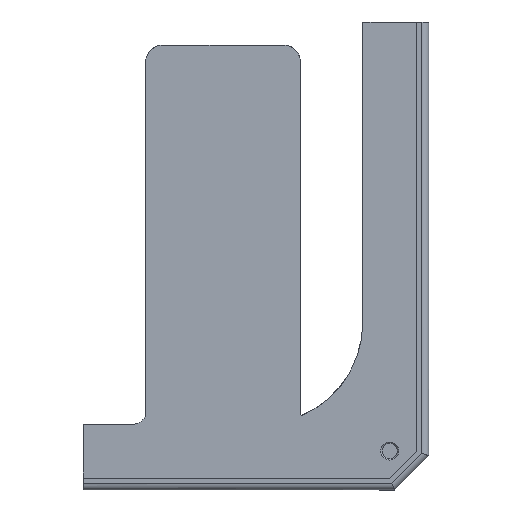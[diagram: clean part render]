
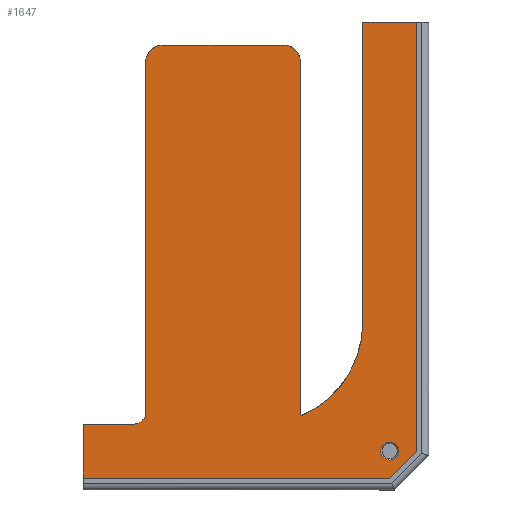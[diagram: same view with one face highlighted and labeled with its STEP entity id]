
A CAD part, left-side view. The second image highlights one B-rep face of the part: STEP entity #1647.
In plain terms, the highlighted planar face has unit normal (-1, 0, 0).
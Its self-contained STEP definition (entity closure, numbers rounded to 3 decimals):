
#19=FACE_BOUND('',#286,.T.);
#89=PLANE('',#1838);
#183=FACE_OUTER_BOUND('',#285,.T.);
#285=EDGE_LOOP('',(#1445,#1446,#1447,#1448,#1449,#1450,#1451,#1452,#1453,
#1454,#1455,#1456,#1457,#1458,#1459));
#286=EDGE_LOOP('',(#1460));
#316=CIRCLE('',#1692,30.);
#320=CIRCLE('',#1698,3.5);
#329=CIRCLE('',#1713,5.);
#366=CIRCLE('',#1770,5.);
#402=CIRCLE('',#1834,3.5);
#403=CIRCLE('',#1839,2.65);
#423=LINE('',#2418,#542);
#442=LINE('',#2462,#561);
#448=LINE('',#2493,#567);
#508=LINE('',#3500,#627);
#509=LINE('',#3502,#628);
#510=LINE('',#3504,#629);
#512=LINE('',#3507,#631);
#513=LINE('',#3509,#632);
#514=LINE('',#3511,#633);
#515=LINE('',#3512,#634);
#542=VECTOR('',#1901,10.);
#561=VECTOR('',#1940,10.);
#567=VECTOR('',#1958,10.);
#627=VECTOR('',#2298,10.);
#628=VECTOR('',#2301,10.);
#629=VECTOR('',#2304,10.);
#631=VECTOR('',#2308,10.);
#632=VECTOR('',#2309,10.);
#633=VECTOR('',#2310,10.);
#634=VECTOR('',#2311,10.);
#662=VERTEX_POINT('',#2415);
#663=VERTEX_POINT('',#2417);
#677=VERTEX_POINT('',#2459);
#678=VERTEX_POINT('',#2461);
#679=VERTEX_POINT('',#2467);
#681=VERTEX_POINT('',#2470);
#687=VERTEX_POINT('',#2498);
#702=VERTEX_POINT('',#2785);
#703=VERTEX_POINT('',#2787);
#748=VERTEX_POINT('',#3304);
#749=VERTEX_POINT('',#3306);
#789=VERTEX_POINT('',#3493);
#790=VERTEX_POINT('',#3495);
#791=VERTEX_POINT('',#3508);
#792=VERTEX_POINT('',#3510);
#793=VERTEX_POINT('',#3513);
#820=EDGE_CURVE('',#662,#663,#423,.T.);
#842=EDGE_CURVE('',#677,#678,#442,.T.);
#846=EDGE_CURVE('',#681,#679,#316,.F.);
#852=EDGE_CURVE('',#677,#681,#448,.T.);
#856=EDGE_CURVE('',#687,#679,#320,.T.);
#878=EDGE_CURVE('',#702,#703,#329,.T.);
#947=EDGE_CURVE('',#748,#749,#366,.T.);
#1016=EDGE_CURVE('',#789,#790,#402,.T.);
#1019=EDGE_CURVE('',#789,#663,#508,.T.);
#1020=EDGE_CURVE('',#687,#703,#509,.T.);
#1021=EDGE_CURVE('',#749,#702,#510,.T.);
#1023=EDGE_CURVE('',#790,#748,#512,.T.);
#1024=EDGE_CURVE('',#791,#662,#513,.T.);
#1025=EDGE_CURVE('',#792,#791,#514,.T.);
#1026=EDGE_CURVE('',#678,#792,#515,.T.);
#1027=EDGE_CURVE('',#793,#793,#403,.T.);
#1445=ORIENTED_EDGE('',*,*,#947,.F.);
#1446=ORIENTED_EDGE('',*,*,#1023,.F.);
#1447=ORIENTED_EDGE('',*,*,#1016,.F.);
#1448=ORIENTED_EDGE('',*,*,#1019,.T.);
#1449=ORIENTED_EDGE('',*,*,#820,.F.);
#1450=ORIENTED_EDGE('',*,*,#1024,.F.);
#1451=ORIENTED_EDGE('',*,*,#1025,.F.);
#1452=ORIENTED_EDGE('',*,*,#1026,.F.);
#1453=ORIENTED_EDGE('',*,*,#842,.F.);
#1454=ORIENTED_EDGE('',*,*,#852,.T.);
#1455=ORIENTED_EDGE('',*,*,#846,.T.);
#1456=ORIENTED_EDGE('',*,*,#856,.F.);
#1457=ORIENTED_EDGE('',*,*,#1020,.T.);
#1458=ORIENTED_EDGE('',*,*,#878,.F.);
#1459=ORIENTED_EDGE('',*,*,#1021,.F.);
#1460=ORIENTED_EDGE('',*,*,#1027,.F.);
#1647=ADVANCED_FACE('',(#183,#19),#89,.T.);
#1692=AXIS2_PLACEMENT_3D('',#2471,#1948,#1949);
#1698=AXIS2_PLACEMENT_3D('',#2500,#1965,#1966);
#1713=AXIS2_PLACEMENT_3D('',#2788,#2003,#2004);
#1770=AXIS2_PLACEMENT_3D('',#3307,#2136,#2137);
#1834=AXIS2_PLACEMENT_3D('',#3496,#2292,#2293);
#1838=AXIS2_PLACEMENT_3D('',#3506,#2306,#2307);
#1839=AXIS2_PLACEMENT_3D('',#3514,#2312,#2313);
#1901=DIRECTION('',(0.,0.,1.));
#1940=DIRECTION('',(0.,-1.,0.));
#1948=DIRECTION('center_axis',(-1.,0.,0.));
#1949=DIRECTION('ref_axis',(0.,-0.707,-0.707));
#1958=DIRECTION('',(0.,0.,-1.));
#1965=DIRECTION('center_axis',(-1.,0.,0.));
#1966=DIRECTION('ref_axis',(0.,0.707,-0.707));
#2003=DIRECTION('center_axis',(1.,0.,0.));
#2004=DIRECTION('ref_axis',(0.,-0.707,0.707));
#2136=DIRECTION('center_axis',(1.,0.,0.));
#2137=DIRECTION('ref_axis',(0.,0.707,0.707));
#2292=DIRECTION('center_axis',(-1.,0.,0.));
#2293=DIRECTION('ref_axis',(0.,-0.707,-0.707));
#2298=DIRECTION('',(0.,1.,0.));
#2301=DIRECTION('',(0.,0.,1.));
#2304=DIRECTION('',(0.,-1.,0.));
#2306=DIRECTION('center_axis',(-1.,0.,0.));
#2307=DIRECTION('ref_axis',(0.,0.,1.));
#2308=DIRECTION('',(0.,0.,1.));
#2309=DIRECTION('',(0.,1.,0.));
#2310=DIRECTION('',(0.,0.707,-0.707));
#2311=DIRECTION('',(0.,0.,-1.));
#2312=DIRECTION('center_axis',(-1.,0.,0.));
#2313=DIRECTION('ref_axis',(0.,0.,-1.));
#2415=CARTESIAN_POINT('',(40.003,601.592,3.5));
#2417=CARTESIAN_POINT('',(40.003,601.593,19.363));
#2418=CARTESIAN_POINT('',(40.003,601.594,57.375));
#2459=CARTESIAN_POINT('',(40.001,519.366,137.641));
#2461=CARTESIAN_POINT('',(40.,503.503,137.641));
#2462=CARTESIAN_POINT('',(40.002,560.485,137.641));
#2467=CARTESIAN_POINT('',(40.001,537.558,21.784));
#2470=CARTESIAN_POINT('',(40.001,519.364,49.363));
#2471=CARTESIAN_POINT('Origin',(40.002,549.364,49.363));
#2493=CARTESIAN_POINT('',(40.001,519.365,98.582));
#2498=CARTESIAN_POINT('',(40.001,537.728,22.863));
#2500=CARTESIAN_POINT('Origin',(40.001,534.228,22.863));
#2785=CARTESIAN_POINT('',(40.001,542.728,130.825));
#2787=CARTESIAN_POINT('',(40.001,537.728,125.825));
#2788=CARTESIAN_POINT('Origin',(40.001,542.728,125.825));
#3304=CARTESIAN_POINT('',(40.003,583.228,125.825));
#3306=CARTESIAN_POINT('',(40.003,578.228,130.825));
#3307=CARTESIAN_POINT('Origin',(40.003,578.228,125.825));
#3493=CARTESIAN_POINT('',(40.003,586.728,19.363));
#3495=CARTESIAN_POINT('',(40.003,583.228,22.863));
#3496=CARTESIAN_POINT('Origin',(40.003,586.728,22.863));
#3500=CARTESIAN_POINT('',(40.006,683.837,19.363));
#3502=CARTESIAN_POINT('',(40.001,537.728,19.363));
#3504=CARTESIAN_POINT('',(40.001,537.728,130.825));
#3506=CARTESIAN_POINT('Origin',(40.003,601.604,177.8));
#3507=CARTESIAN_POINT('',(40.003,583.228,19.363));
#3508=CARTESIAN_POINT('',(40.,511.45,3.5));
#3509=CARTESIAN_POINT('',(40.002,556.527,3.5));
#3510=CARTESIAN_POINT('',(40.,503.501,11.45));
#3511=CARTESIAN_POINT('',(40.,486.438,28.512));
#3512=CARTESIAN_POINT('',(40.,503.506,260.976));
#3513=CARTESIAN_POINT('',(40.,511.451,14.1));
#3514=CARTESIAN_POINT('Origin',(40.,511.451,11.45));
